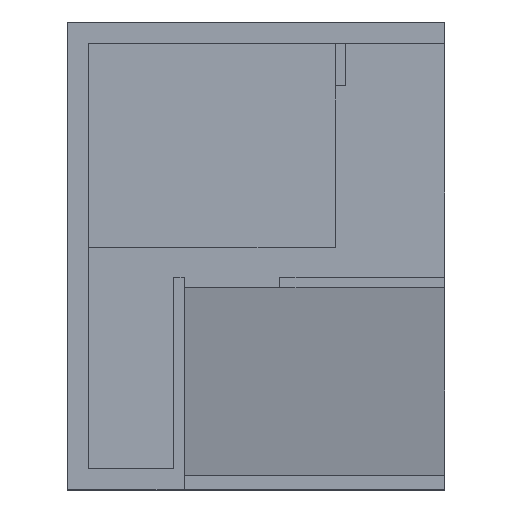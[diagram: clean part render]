
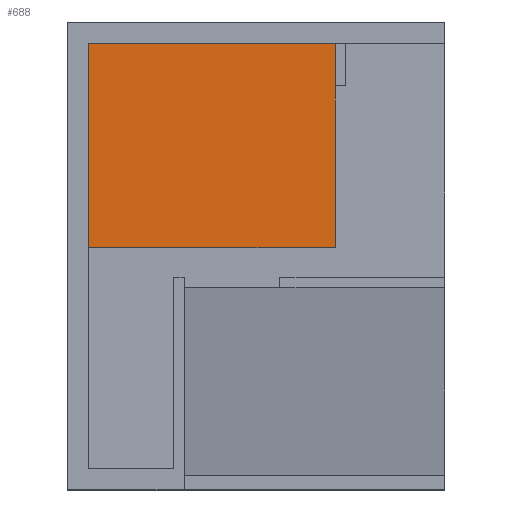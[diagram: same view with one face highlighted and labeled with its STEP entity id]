
A CAD part, top view. The second image highlights one B-rep face of the part: STEP entity #688.
In plain terms, the highlighted planar face has unit normal (0, 0, 1).
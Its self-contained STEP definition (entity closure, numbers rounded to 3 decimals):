
#26=FACE_OUTER_BOUND('',#60,.T.);
#60=EDGE_LOOP('',(#518,#519,#520,#521));
#140=LINE('',#1031,#238);
#141=LINE('',#1033,#239);
#142=LINE('',#1035,#240);
#143=LINE('',#1036,#241);
#238=VECTOR('',#825,10.);
#239=VECTOR('',#826,10.);
#240=VECTOR('',#827,10.);
#241=VECTOR('',#828,10.);
#329=VERTEX_POINT('',#1029);
#330=VERTEX_POINT('',#1030);
#331=VERTEX_POINT('',#1032);
#332=VERTEX_POINT('',#1034);
#405=EDGE_CURVE('',#329,#330,#140,.T.);
#406=EDGE_CURVE('',#331,#329,#141,.T.);
#407=EDGE_CURVE('',#332,#331,#142,.T.);
#408=EDGE_CURVE('',#330,#332,#143,.T.);
#518=ORIENTED_EDGE('',*,*,#405,.F.);
#519=ORIENTED_EDGE('',*,*,#406,.F.);
#520=ORIENTED_EDGE('',*,*,#407,.F.);
#521=ORIENTED_EDGE('',*,*,#408,.F.);
#655=PLANE('',#724);
#688=ADVANCED_FACE('',(#26),#655,.F.);
#724=AXIS2_PLACEMENT_3D('',#1028,#823,#824);
#823=DIRECTION('center_axis',(0.,0.,
-1.));
#824=DIRECTION('ref_axis',(0.,-1.,0.));
#825=DIRECTION('',(-1.,0.,0.));
#826=DIRECTION('',(0.,-1.,0.));
#827=DIRECTION('',(1.,0.,0.));
#828=DIRECTION('',(0.,1.,0.));
#1028=CARTESIAN_POINT('Origin',(67.5,166.,2.));
#1029=CARTESIAN_POINT('',(126.,114.,2.));
#1030=CARTESIAN_POINT('',(10.,114.,2.));
#1031=CARTESIAN_POINT('',(67.5,114.,2.));
#1032=CARTESIAN_POINT('',(126.,217.,2.));
#1033=CARTESIAN_POINT('',(126.,166.,2.));
#1034=CARTESIAN_POINT('',(10.,217.,2.));
#1035=CARTESIAN_POINT('',(67.5,217.,2.));
#1036=CARTESIAN_POINT('',(10.,166.,2.));
